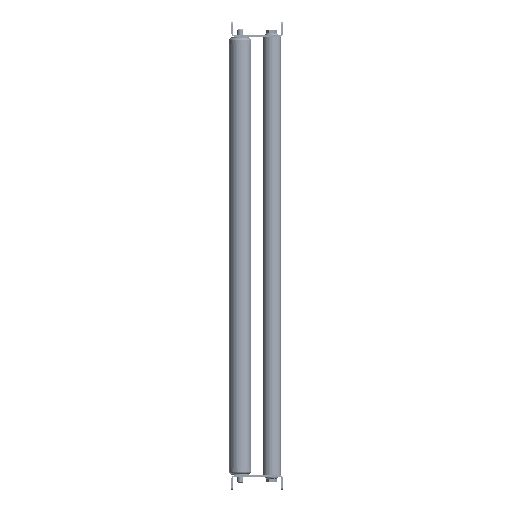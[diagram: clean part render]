
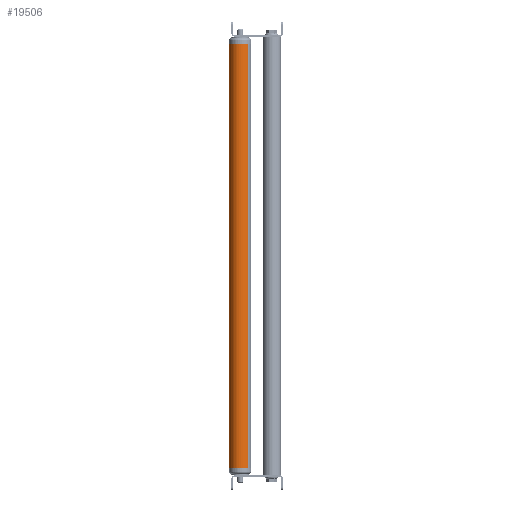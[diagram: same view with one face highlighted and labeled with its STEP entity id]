
A CAD part, left-side view. The second image highlights one B-rep face of the part: STEP entity #19506.
In plain terms, the highlighted cylindrical face has radius 15 mm (diameter 30 mm), a partial arc.
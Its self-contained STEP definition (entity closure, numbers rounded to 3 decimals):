
#281 = ORIENTED_EDGE ( 'NONE', *, *, #19239, .F. ) ;
#1490 = FACE_OUTER_BOUND ( 'NONE', #18206, .T. ) ;
#1846 = CARTESIAN_POINT ( 'NONE',  ( 0., 0., 15. ) ) ;
#3426 = AXIS2_PLACEMENT_3D ( 'NONE', #16116, #12301, #17470 ) ;
#3574 = DIRECTION ( 'NONE',  ( 0., 0., 1. ) ) ;
#5642 = VECTOR ( 'NONE', #9227, 1000. ) ;
#6196 = VERTEX_POINT ( 'NONE', #11066 ) ;
#8917 = VERTEX_POINT ( 'NONE', #12632 ) ;
#9027 = DIRECTION ( 'NONE',  ( -1., 0., 0. ) ) ;
#9227 = DIRECTION ( 'NONE',  ( -1., 0., 0. ) ) ;
#9542 = VERTEX_POINT ( 'NONE', #1846 ) ;
#10335 = EDGE_CURVE ( 'NONE', #8917, #9542, #13231, .T. ) ;
#11066 = CARTESIAN_POINT ( 'NONE',  ( 580., 0., -15. ) ) ;
#11154 = CARTESIAN_POINT ( 'NONE',  ( 580., 0., 15. ) ) ;
#11275 = DIRECTION ( 'NONE',  ( -1., 0., 0. ) ) ;
#12182 = EDGE_CURVE ( 'NONE', #9542, #15301, #16829, .T. ) ;
#12301 = DIRECTION ( 'NONE',  ( 1., 0., 0. ) ) ;
#12632 = CARTESIAN_POINT ( 'NONE',  ( 580., 0., 15. ) ) ;
#12910 = ORIENTED_EDGE ( 'NONE', *, *, #12182, .T. ) ;
#13151 = CARTESIAN_POINT ( 'NONE',  ( 580., 0., -15. ) ) ;
#13231 = LINE ( 'NONE', #11154, #20432 ) ;
#14698 = EDGE_CURVE ( 'NONE', #6196, #15301, #16497, .T. ) ;
#15196 = CARTESIAN_POINT ( 'NONE',  ( 580., 0., 0. ) ) ;
#15301 = VERTEX_POINT ( 'NONE', #18786 ) ;
#16116 = CARTESIAN_POINT ( 'NONE',  ( 0., 0., 0. ) ) ;
#16497 = LINE ( 'NONE', #13151, #5642 ) ;
#16829 = CIRCLE ( 'NONE', #3426, 15. ) ;
#17470 = DIRECTION ( 'NONE',  ( 0., 0., -1. ) ) ;
#18206 = EDGE_LOOP ( 'NONE', ( #23876, #281, #20062, #12910 ) ) ;
#18786 = CARTESIAN_POINT ( 'NONE',  ( 0., 0., -15. ) ) ;
#19117 = CIRCLE ( 'NONE', #21074, 15. ) ;
#19239 = EDGE_CURVE ( 'NONE', #8917, #6196, #19117, .T. ) ;
#19265 = DIRECTION ( 'NONE',  ( 1., 0., 0. ) ) ;
#19506 = ADVANCED_FACE ( 'NONE', ( #1490 ), #22201, .T. ) ;
#20062 = ORIENTED_EDGE ( 'NONE', *, *, #10335, .T. ) ;
#20432 = VECTOR ( 'NONE', #11275, 1000. ) ;
#21074 = AXIS2_PLACEMENT_3D ( 'NONE', #15196, #19265, #22835 ) ;
#22201 = CYLINDRICAL_SURFACE ( 'NONE', #23050, 15. ) ;
#22835 = DIRECTION ( 'NONE',  ( 0., 0., -1. ) ) ;
#23050 = AXIS2_PLACEMENT_3D ( 'NONE', #23916, #9027, #3574 ) ;
#23876 = ORIENTED_EDGE ( 'NONE', *, *, #14698, .F. ) ;
#23916 = CARTESIAN_POINT ( 'NONE',  ( 580., 0., 0. ) ) ;
